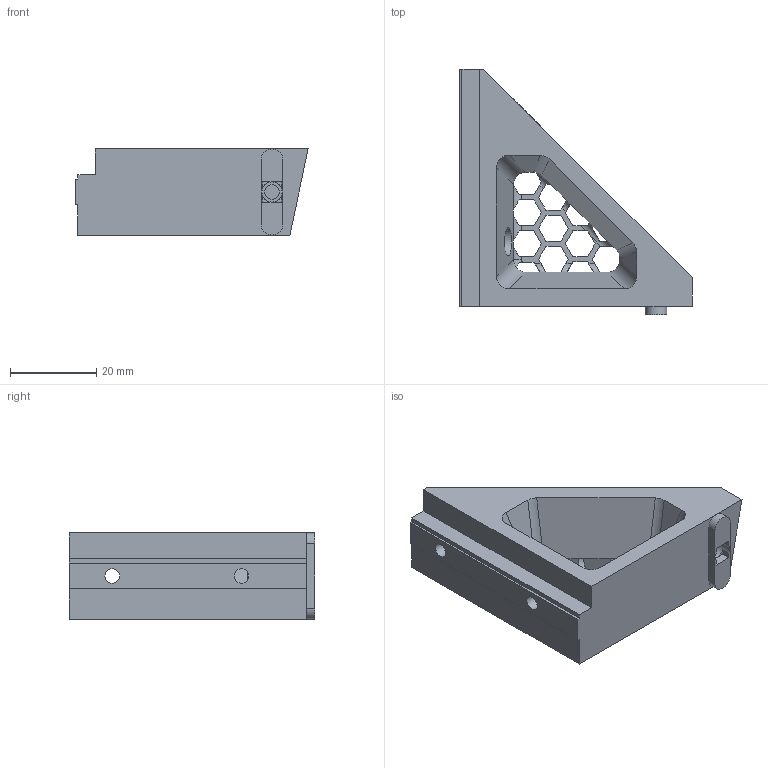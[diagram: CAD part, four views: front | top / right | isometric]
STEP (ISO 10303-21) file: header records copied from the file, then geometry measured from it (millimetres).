
FILE_DESCRIPTION(/* description */ (''),/* implementation_level */ '2;1');
FILE_NAME(/* name */ 'spurs_r_brace.stp',/* time_stamp */ '2022-02-09T09:29:17+01:00',/* author */ ('Hans'),/* organization */ (''),/* preprocessor_version */ 'ST-DEVELOPER v18.1',/* originating_system */ 'Autodesk Inventor 2022',/* authorisation */ '');
FILE_SCHEMA (('AUTOMOTIVE_DESIGN { 1 0 10303 214 3 1 1 }'));
Length unit declared in the file: millimetre
Products named in the file (1): Kippstaender_R_Rippe
Bounding box: 53.89 x 57 x 20 mm (x, y, z)
Volume: 23163.1 mm3; surface area: 9359.2 mm2
Topology: 1 solids, 1 shells, 133 faces, 377 edges, 240 vertices
Faces by surface type: plane 104, cylinder 22, bspline 7
Full cylindrical faces by diameter (mm): 3.4 x3, 4.7 x1, 6.5 x2
Entity records: 4398 total; most frequent: CARTESIAN_POINT 831, ORIENTED_EDGE 754, DIRECTION 702, EDGE_CURVE 377, LINE 300, VECTOR 300, VERTEX_POINT 240, AXIS2_PLACEMENT_3D 201
